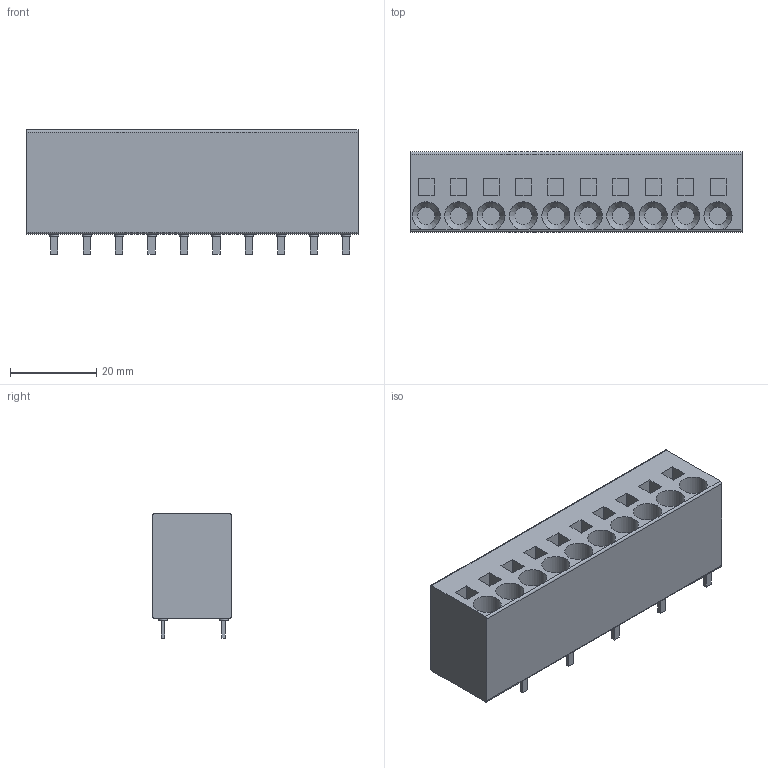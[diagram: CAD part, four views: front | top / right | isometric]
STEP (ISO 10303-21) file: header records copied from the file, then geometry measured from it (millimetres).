
FILE_DESCRIPTION(/* description */ ('model of PhoenixContact_SPT_5_10-V-7.5-ZB_1x10_P7.5mm_Vertical'),/* implementation_level */ '2;1');
FILE_NAME(/* name */ 'PhoenixContact_SPT_5_10-V-7.5-ZB_1x10_P7.5mm_Vertical.step',/* time_stamp */ '2023-01-30T13:58:18',/* author */ ('KiCAD','kicad'),/* organization */ ('OCCT'),/* preprocessor_version */ '',/* originating_system */ 'KiCAD',/* authorisation */ '');
FILE_SCHEMA(('AUTOMOTIVE_DESIGN { 1 0 10303 214 1 1 1 1 }'));
Length unit declared in the file: millimetre
Products named in the file (7): CQ assembly; c3604294-a09d-11ed-8f45-a0cec80452fd; c3604294-a09d-11ed-8f45-a0cec80452fd_part; c36046fe-a09d-11ed-8f45-a0cec80452fd; c36046fe-a09d-11ed-8f45-a0cec80452fd_part; c3604ed8-a09d-11ed-8f45-a0cec80452fd; c3604ed8-a09d-11ed-8f45-a0cec80452fd_part
Assembly tree (6 placements, depth 4):
  CQ assembly
    c3604294-a09d-11ed-8f45-a0cec80452fd
      c3604294-a09d-11ed-8f45-a0cec80452fd_part
      c36046fe-a09d-11ed-8f45-a0cec80452fd
        c36046fe-a09d-11ed-8f45-a0cec80452fd_part
      c3604ed8-a09d-11ed-8f45-a0cec80452fd
        c3604ed8-a09d-11ed-8f45-a0cec80452fd_part
Bounding box: 76.8 x 18.5 x 28.75 mm (x, y, z)
Volume: 31159.5 mm3; surface area: 9951.3 mm2
Topology: 11 solids, 11 shells, 170 faces, 374 edges, 246 vertices
Faces by surface type: plane 136, cylinder 24, cone 10
Full cylindrical faces by diameter (mm): 2.1 x10, 6.5 x10
Entity records: 4895 total; most frequent: CARTESIAN_POINT 907, DIRECTION 786, ORIENTED_EDGE 748, EDGE_CURVE 374, LINE 296, VECTOR 296, VERTEX_POINT 246, AXIS2_PLACEMENT_3D 245
